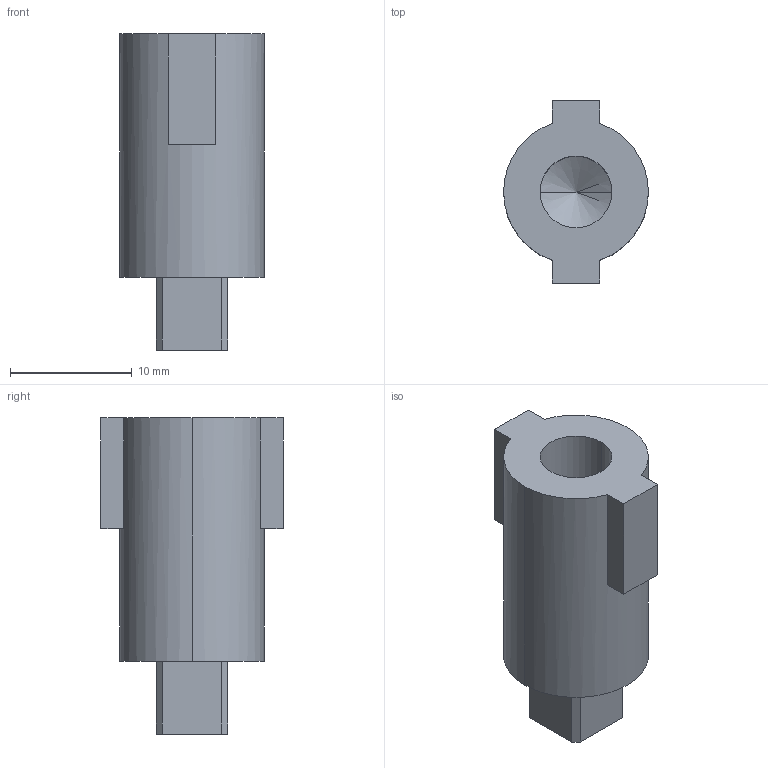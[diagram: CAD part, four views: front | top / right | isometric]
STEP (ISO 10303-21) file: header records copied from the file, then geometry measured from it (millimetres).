
FILE_DESCRIPTION (( 'STEP AP203' ), '1' );
FILE_NAME ('locquet.STEP', '2024-09-16T19:22:14', ( '' ), ( '' ), 'SwSTEP 2.0', 'SolidWorks 2017', '' );
FILE_SCHEMA (( 'CONFIG_CONTROL_DESIGN' ));
Length unit declared in the file: millimetre
Products named in the file (1): locquet
Bounding box: 11.9 x 15 x 26 mm (x, y, z)
Volume: 2094.4 mm3; surface area: 1498.7 mm2
Topology: 1 solids, 1 shells, 25 faces, 64 edges, 41 vertices
Faces by surface type: plane 19, cylinder 4, cone 2
Entity records: 817 total; most frequent: CARTESIAN_POINT 129, DIRECTION 126, ORIENTED_EDGE 124, EDGE_CURVE 62, VECTOR 50, LINE 50, VERTEX_POINT 41, AXIS2_PLACEMENT_3D 38
